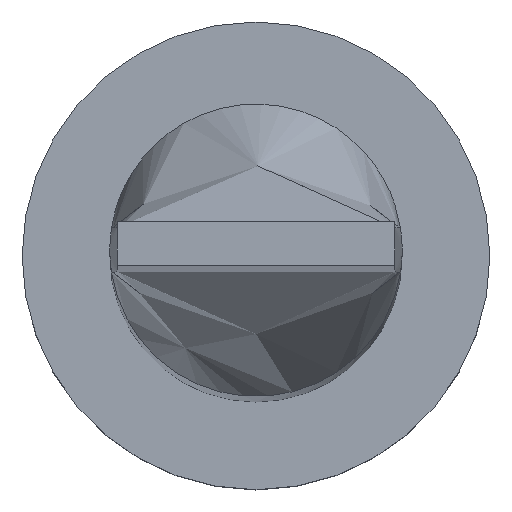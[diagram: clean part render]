
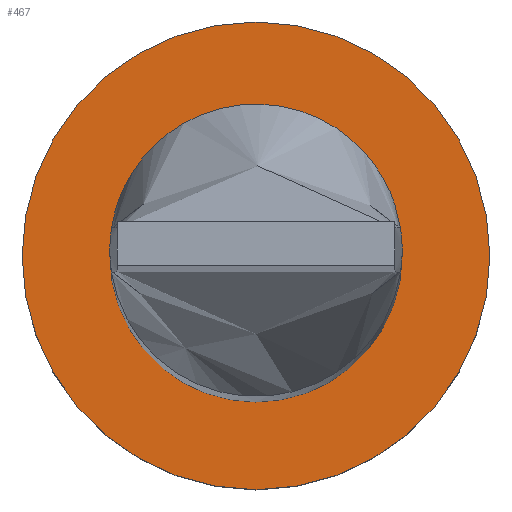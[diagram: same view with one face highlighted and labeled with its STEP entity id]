
A CAD part, top view. The second image highlights one B-rep face of the part: STEP entity #467.
In plain terms, the highlighted planar face has unit normal (0, 0, 1).
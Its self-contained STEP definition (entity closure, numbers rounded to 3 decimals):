
#11 = CARTESIAN_POINT ( 'NONE',  ( 0., 0., 5. ) ) ;
#22 = VERTEX_POINT ( 'NONE', #453 ) ;
#35 = CARTESIAN_POINT ( 'NONE',  ( 0., 0., 5. ) ) ;
#37 = EDGE_CURVE ( 'NONE', #255, #558, #214, .T. ) ;
#82 = ORIENTED_EDGE ( 'NONE', *, *, #403, .F. ) ;
#100 = AXIS2_PLACEMENT_3D ( 'NONE', #537, #528, #291 ) ;
#101 = PLANE ( 'NONE',  #100 ) ;
#109 = CIRCLE ( 'NONE', #620, 5. ) ;
#112 = CARTESIAN_POINT ( 'NONE',  ( 0., 0., 5. ) ) ;
#131 = DIRECTION ( 'NONE',  ( 0., 0., 1. ) ) ;
#147 = FACE_BOUND ( 'NONE', #618, .T. ) ;
#160 = CARTESIAN_POINT ( 'NONE',  ( 5., 0., 5. ) ) ;
#167 = ORIENTED_EDGE ( 'NONE', *, *, #37, .T. ) ;
#169 = AXIS2_PLACEMENT_3D ( 'NONE', #112, #481, #438 ) ;
#200 = FACE_OUTER_BOUND ( 'NONE', #444, .T. ) ;
#214 = CIRCLE ( 'NONE', #294, 8. ) ;
#244 = EDGE_CURVE ( 'NONE', #558, #255, #553, .T. ) ;
#250 = DIRECTION ( 'NONE',  ( 1., 0., 0. ) ) ;
#251 = CARTESIAN_POINT ( 'NONE',  ( 8., 0., 5. ) ) ;
#255 = VERTEX_POINT ( 'NONE', #251 ) ;
#265 = VERTEX_POINT ( 'NONE', #160 ) ;
#277 = DIRECTION ( 'NONE',  ( 0., 0., 1. ) ) ;
#291 = DIRECTION ( 'NONE',  ( 1., 0., 0. ) ) ;
#294 = AXIS2_PLACEMENT_3D ( 'NONE', #35, #131, #567 ) ;
#321 = CARTESIAN_POINT ( 'NONE',  ( 0., 0., 5. ) ) ;
#327 = DIRECTION ( 'NONE',  ( 1., 0., 0. ) ) ;
#340 = CARTESIAN_POINT ( 'NONE',  ( -8., 0., 5. ) ) ;
#379 = ORIENTED_EDGE ( 'NONE', *, *, #459, .F. ) ;
#403 = EDGE_CURVE ( 'NONE', #22, #265, #109, .T. ) ;
#404 = AXIS2_PLACEMENT_3D ( 'NONE', #11, #437, #250 ) ;
#437 = DIRECTION ( 'NONE',  ( 0., 0., 1. ) ) ;
#438 = DIRECTION ( 'NONE',  ( 1., 0., 0. ) ) ;
#444 = EDGE_LOOP ( 'NONE', ( #500, #167 ) ) ;
#453 = CARTESIAN_POINT ( 'NONE',  ( -5., 0., 5. ) ) ;
#459 = EDGE_CURVE ( 'NONE', #265, #22, #513, .T. ) ;
#467 = ADVANCED_FACE ( 'NONE', ( #147, #200 ), #101, .T. ) ;
#481 = DIRECTION ( 'NONE',  ( 0., 0., 1. ) ) ;
#500 = ORIENTED_EDGE ( 'NONE', *, *, #244, .T. ) ;
#513 = CIRCLE ( 'NONE', #404, 5. ) ;
#528 = DIRECTION ( 'NONE',  ( 0., 0., 1. ) ) ;
#537 = CARTESIAN_POINT ( 'NONE',  ( 0., 0., 5. ) ) ;
#553 = CIRCLE ( 'NONE', #169, 8. ) ;
#558 = VERTEX_POINT ( 'NONE', #340 ) ;
#567 = DIRECTION ( 'NONE',  ( 1., 0., 0. ) ) ;
#618 = EDGE_LOOP ( 'NONE', ( #82, #379 ) ) ;
#620 = AXIS2_PLACEMENT_3D ( 'NONE', #321, #277, #327 ) ;
